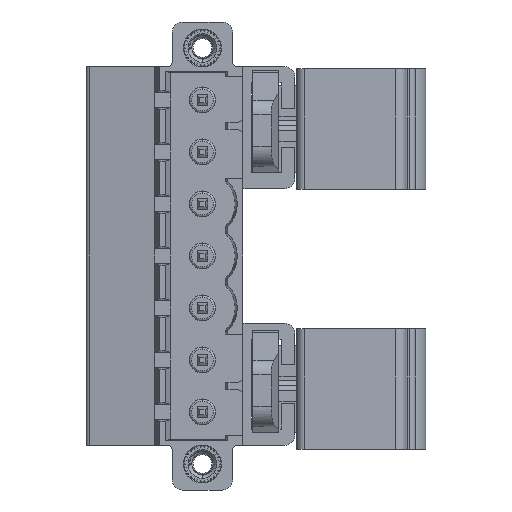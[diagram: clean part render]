
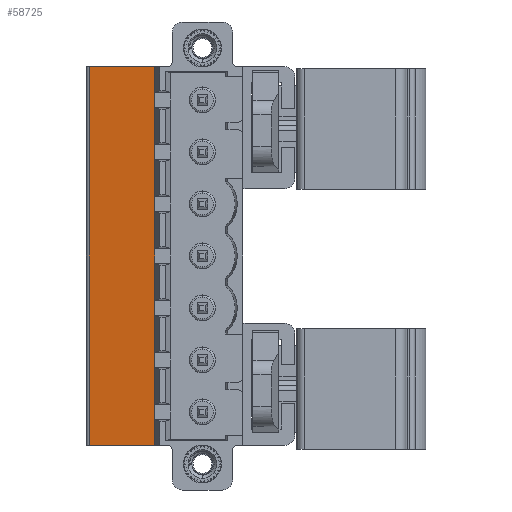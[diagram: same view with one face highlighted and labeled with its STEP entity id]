
A CAD part, left-side view. The second image highlights one B-rep face of the part: STEP entity #58725.
In plain terms, the highlighted planar face has unit normal (-0.991, 0.137, 0).
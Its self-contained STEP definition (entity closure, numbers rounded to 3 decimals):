
#3864=DIRECTION('',(-0.137,-0.991,0.));
#3865=VECTOR('',#3864,7.057);
#3866=CARTESIAN_POINT('',(10.664,14.791,-33.2));
#3867=LINE('',#3866,#3865);
#3988=DIRECTION('',(0.,0.,-1.));
#3989=VECTOR('',#3988,36.4);
#3990=CARTESIAN_POINT('',(10.664,14.791,3.2));
#3991=LINE('',#3990,#3989);
#3996=DIRECTION('',(0.,0.,1.));
#3997=VECTOR('',#3996,36.4);
#3998=CARTESIAN_POINT('',(9.7,7.8,-33.2));
#3999=LINE('',#3998,#3997);
#10417=DIRECTION('',(-0.137,-0.991,0.));
#10418=VECTOR('',#10417,7.057);
#10419=CARTESIAN_POINT('',(10.664,14.791,3.2));
#10420=LINE('',#10419,#10418);
#40837=CARTESIAN_POINT('',(9.7,7.8,3.2));
#40839=VERTEX_POINT('',#40837);
#41002=CARTESIAN_POINT('',(10.664,14.791,3.2));
#41004=VERTEX_POINT('',#41002);
#45715=CARTESIAN_POINT('',(9.7,7.8,-33.2));
#45717=VERTEX_POINT('',#45715);
#49298=CARTESIAN_POINT('',(10.664,14.791,-33.2));
#49299=VERTEX_POINT('',#49298);
#58712=CARTESIAN_POINT('',(10.7,15.05,-2.5));
#58713=DIRECTION('',(-0.991,0.137,0.));
#58714=DIRECTION('',(-0.137,-0.991,0.));
#58715=AXIS2_PLACEMENT_3D('',#58712,#58713,#58714);
#58716=PLANE('',#58715);
#58718=ORIENTED_EDGE('',*,*,#58717,.F.);
#58719=ORIENTED_EDGE('',*,*,#58455,.F.);
#58720=ORIENTED_EDGE('',*,*,#58696,.F.);
#58722=ORIENTED_EDGE('',*,*,#58721,.T.);
#58723=EDGE_LOOP('',(#58718,#58719,#58720,#58722));
#58724=FACE_OUTER_BOUND('',#58723,.F.);
#58725=ADVANCED_FACE('',(#58724),#58716,.T.);
#58455=EDGE_CURVE('',#49299,#45717,#3867,.T.);
#58696=EDGE_CURVE('',#41004,#49299,#3991,.T.);
#58717=EDGE_CURVE('',#45717,#40839,#3999,.T.);
#58721=EDGE_CURVE('',#41004,#40839,#10420,.T.);
